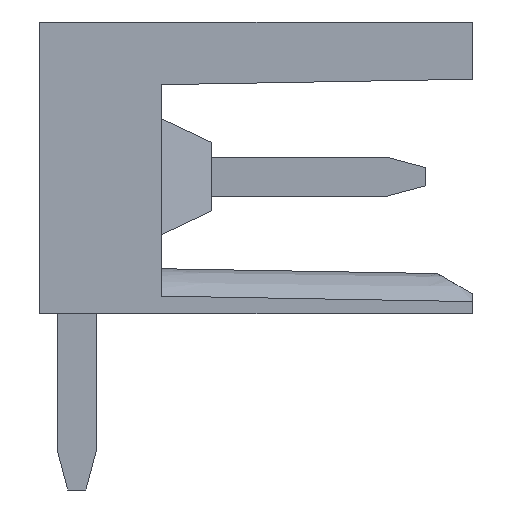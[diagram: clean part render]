
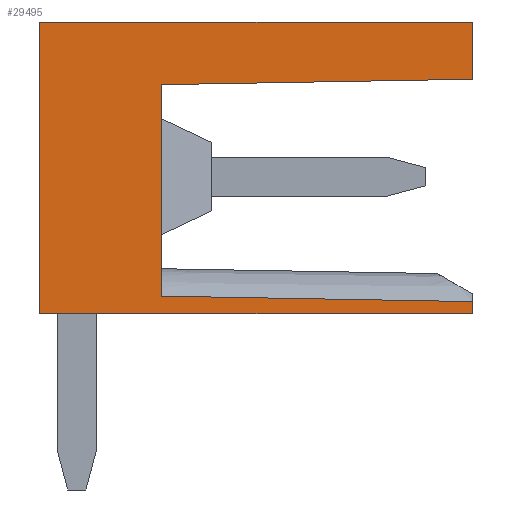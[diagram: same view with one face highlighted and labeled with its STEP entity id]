
A CAD part, left-side view. The second image highlights one B-rep face of the part: STEP entity #29495.
In plain terms, the highlighted planar face has unit normal (-1, 0, 0).
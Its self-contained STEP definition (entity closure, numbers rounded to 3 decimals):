
#29466=AXIS2_PLACEMENT_3D('Plane Axis2P3D',#29463,#29464,#29465) ;
#988=CARTESIAN_POINT('Vertex',(0.,11.05,11.95)) ;
#991=CARTESIAN_POINT('Line Origine',(0.,5.525,11.95)) ;
#995=CARTESIAN_POINT('Vertex',(0.,0.,11.95)) ;
#3722=CARTESIAN_POINT('Vertex',(0.,7.95,10.35)) ;
#3725=CARTESIAN_POINT('Line Origine',(0.,7.95,7.65)) ;
#3729=CARTESIAN_POINT('Vertex',(0.,7.95,4.95)) ;
#13509=CARTESIAN_POINT('Vertex',(0.,11.05,4.5)) ;
#13512=CARTESIAN_POINT('Line Origine',(0.,11.05,8.225)) ;
#24140=CARTESIAN_POINT('Vertex',(0.,0.,4.811)) ;
#24143=CARTESIAN_POINT('Line Origine',(0.,0.,4.656)) ;
#24147=CARTESIAN_POINT('Vertex',(0.,0.,4.5)) ;
#24280=CARTESIAN_POINT('Line Origine',(0.,5.525,4.5)) ;
#29463=CARTESIAN_POINT('Axis2P3D Location',(0.,0.,1.3)) ;
#29468=CARTESIAN_POINT('Line Origine',(0.,0.,11.219)) ;
#29472=CARTESIAN_POINT('Vertex',(0.,0.,10.489)) ;
#29475=CARTESIAN_POINT('Line Origine',(0.,3.975,4.881)) ;
#29480=CARTESIAN_POINT('Line Origine',(0.,3.975,10.419)) ;
#992=DIRECTION('Vector Direction',(0.,-1.,0.)) ;
#3726=DIRECTION('Vector Direction',(0.,0.,1.)) ;
#13513=DIRECTION('Vector Direction',(0.,0.,1.)) ;
#24144=DIRECTION('Vector Direction',(0.,0.,-1.)) ;
#24281=DIRECTION('Vector Direction',(0.,1.,0.)) ;
#29464=DIRECTION('Axis2P3D Direction',(-1.,0.,0.)) ;
#29465=DIRECTION('Axis2P3D XDirection',(0.,-1.,0.)) ;
#29469=DIRECTION('Vector Direction',(0.,0.,-1.)) ;
#29476=DIRECTION('Vector Direction',(0.,1.,0.017)) ;
#29481=DIRECTION('Vector Direction',(0.,-1.,0.017)) ;
#993=VECTOR('Line Direction',#992,1.) ;
#3727=VECTOR('Line Direction',#3726,1.) ;
#13514=VECTOR('Line Direction',#13513,1.) ;
#24145=VECTOR('Line Direction',#24144,1.) ;
#24282=VECTOR('Line Direction',#24281,1.) ;
#29470=VECTOR('Line Direction',#29469,1.) ;
#29477=VECTOR('Line Direction',#29476,1.) ;
#29482=VECTOR('Line Direction',#29481,1.) ;
#29486=ORIENTED_EDGE('',*,*,#29474,.T.) ;
#29487=ORIENTED_EDGE('',*,*,#997,.T.) ;
#29488=ORIENTED_EDGE('',*,*,#13516,.T.) ;
#29489=ORIENTED_EDGE('',*,*,#24284,.T.) ;
#29490=ORIENTED_EDGE('',*,*,#24149,.T.) ;
#29491=ORIENTED_EDGE('',*,*,#29479,.F.) ;
#29492=ORIENTED_EDGE('',*,*,#3731,.F.) ;
#29493=ORIENTED_EDGE('',*,*,#29484,.F.) ;
#29495=ADVANCED_FACE('HOUSING',(#29494),#29467,.T.) ;
#997=EDGE_CURVE('',#996,#989,#994,.F.) ;
#3731=EDGE_CURVE('',#3723,#3730,#3728,.F.) ;
#13516=EDGE_CURVE('',#989,#13510,#13515,.F.) ;
#24149=EDGE_CURVE('',#24148,#24141,#24146,.F.) ;
#24284=EDGE_CURVE('',#13510,#24148,#24283,.F.) ;
#29474=EDGE_CURVE('',#29473,#996,#29471,.F.) ;
#29479=EDGE_CURVE('',#3730,#24141,#29478,.F.) ;
#29484=EDGE_CURVE('',#29473,#3723,#29483,.F.) ;
#29485=EDGE_LOOP('',(#29486,#29487,#29488,#29489,#29490,#29491,#29492,#29493)) ;
#29494=FACE_OUTER_BOUND('',#29485,.T.) ;
#994=LINE('Line',#991,#993) ;
#3728=LINE('Line',#3725,#3727) ;
#13515=LINE('Line',#13512,#13514) ;
#24146=LINE('Line',#24143,#24145) ;
#24283=LINE('Line',#24280,#24282) ;
#29471=LINE('Line',#29468,#29470) ;
#29478=LINE('Line',#29475,#29477) ;
#29483=LINE('Line',#29480,#29482) ;
#29467=PLANE('',#29466) ;
#989=VERTEX_POINT('',#988) ;
#996=VERTEX_POINT('',#995) ;
#3723=VERTEX_POINT('',#3722) ;
#3730=VERTEX_POINT('',#3729) ;
#13510=VERTEX_POINT('',#13509) ;
#24141=VERTEX_POINT('',#24140) ;
#24148=VERTEX_POINT('',#24147) ;
#29473=VERTEX_POINT('',#29472) ;
